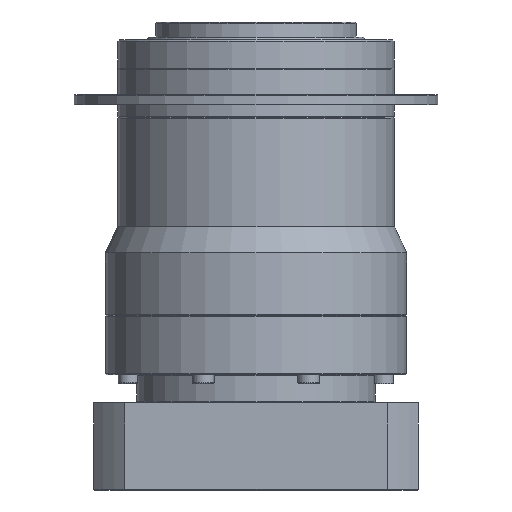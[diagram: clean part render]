
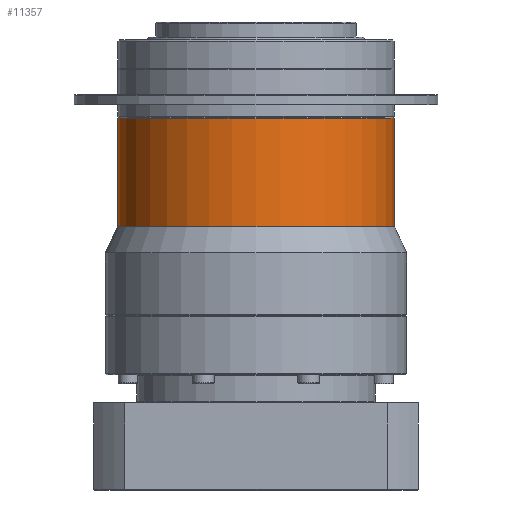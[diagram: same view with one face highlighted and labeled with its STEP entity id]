
A CAD part, front view. The second image highlights one B-rep face of the part: STEP entity #11357.
In plain terms, the highlighted cylindrical face has radius 55 mm (diameter 110 mm), a partial arc.
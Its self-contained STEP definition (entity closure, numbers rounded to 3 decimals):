
#387 = DIRECTION ( 'NONE',  ( -1., 0., 0. ) ) ;
#434 = EDGE_CURVE ( 'NONE', #6227, #1276, #7607, .T. ) ;
#549 = ORIENTED_EDGE ( 'NONE', *, *, #434, .T. ) ;
#603 = EDGE_LOOP ( 'NONE', ( #13610, #14010, #549, #14407 ) ) ;
#1276 = VERTEX_POINT ( 'NONE', #16788 ) ;
#1399 = EDGE_CURVE ( 'NONE', #1627, #7534, #4717, .T. ) ;
#1627 = VERTEX_POINT ( 'NONE', #9963 ) ;
#2287 = AXIS2_PLACEMENT_3D ( 'NONE', #10451, #2693, #11776 ) ;
#2693 = DIRECTION ( 'NONE',  ( 0., 0., -1. ) ) ;
#4507 = CARTESIAN_POINT ( 'NONE',  ( 0., 0., 24.3 ) ) ;
#4717 = LINE ( 'NONE', #14657, #15065 ) ;
#5470 = DIRECTION ( 'NONE',  ( 0., 0., -1. ) ) ;
#5696 = CARTESIAN_POINT ( 'NONE',  ( -55., 0., 67.78 ) ) ;
#5829 = DIRECTION ( 'NONE',  ( 1., 0., 0. ) ) ;
#5884 = AXIS2_PLACEMENT_3D ( 'NONE', #4507, #13604, #5829 ) ;
#6227 = VERTEX_POINT ( 'NONE', #10411 ) ;
#6692 = CARTESIAN_POINT ( 'NONE',  ( 55., 0., 24.3 ) ) ;
#6802 = VECTOR ( 'NONE', #5470, 1000. ) ;
#7534 = VERTEX_POINT ( 'NONE', #6692 ) ;
#7607 = LINE ( 'NONE', #5696, #6802 ) ;
#8728 = FACE_OUTER_BOUND ( 'NONE', #603, .T. ) ;
#9963 = CARTESIAN_POINT ( 'NONE',  ( 55., 0., 67.48 ) ) ;
#10118 = CIRCLE ( 'NONE', #2287, 55. ) ;
#10411 = CARTESIAN_POINT ( 'NONE',  ( -55., 0., 67.48 ) ) ;
#10451 = CARTESIAN_POINT ( 'NONE',  ( 0., 0., 67.48 ) ) ;
#10849 = DIRECTION ( 'NONE',  ( 0., 0., -1. ) ) ;
#11357 = ADVANCED_FACE ( 'NONE', ( #8728 ), #15197, .T. ) ;
#11673 = CIRCLE ( 'NONE', #5884, 55. ) ;
#11776 = DIRECTION ( 'NONE',  ( 1., 0., 0. ) ) ;
#11971 = EDGE_CURVE ( 'NONE', #1627, #6227, #10118, .T. ) ;
#12152 = CARTESIAN_POINT ( 'NONE',  ( 0., 0., 67.78 ) ) ;
#13604 = DIRECTION ( 'NONE',  ( 0., 0., 1. ) ) ;
#13610 = ORIENTED_EDGE ( 'NONE', *, *, #1399, .F. ) ;
#14010 = ORIENTED_EDGE ( 'NONE', *, *, #11971, .T. ) ;
#14407 = ORIENTED_EDGE ( 'NONE', *, *, #15692, .T. ) ;
#14528 = AXIS2_PLACEMENT_3D ( 'NONE', #12152, #10849, #387 ) ;
#14638 = DIRECTION ( 'NONE',  ( 0., 0., -1. ) ) ;
#14657 = CARTESIAN_POINT ( 'NONE',  ( 55., 0., 67.78 ) ) ;
#15065 = VECTOR ( 'NONE', #14638, 1000. ) ;
#15197 = CYLINDRICAL_SURFACE ( 'NONE', #14528, 55. ) ;
#15692 = EDGE_CURVE ( 'NONE', #1276, #7534, #11673, .T. ) ;
#16788 = CARTESIAN_POINT ( 'NONE',  ( -55., 0., 24.3 ) ) ;
